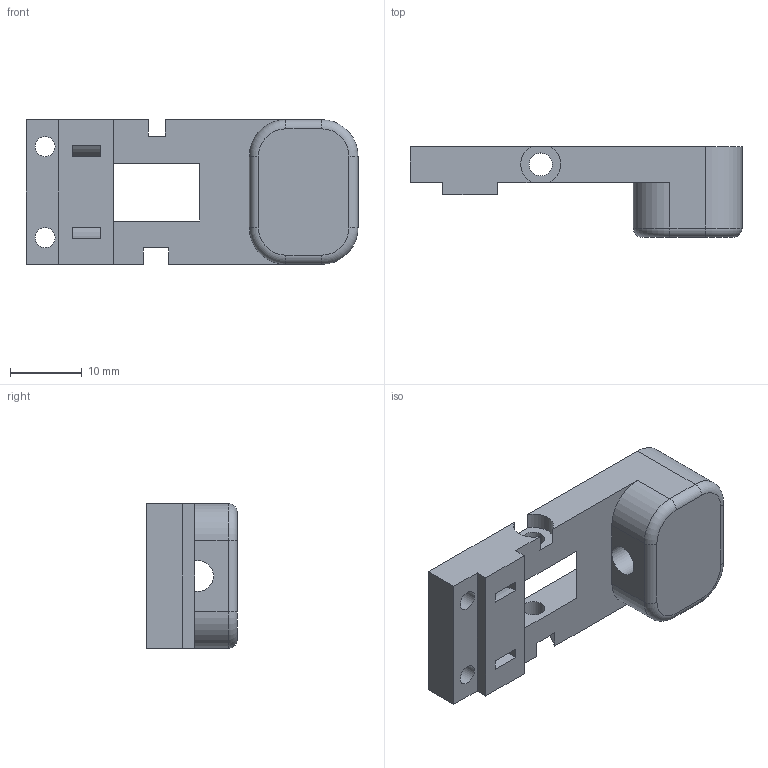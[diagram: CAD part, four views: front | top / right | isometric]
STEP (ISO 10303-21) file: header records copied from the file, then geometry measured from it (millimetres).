
FILE_DESCRIPTION(/* description */ (''),/* implementation_level */ '2;1');
FILE_NAME(/* name */ '5f76c2c0a3f9de1590b03b89',/* time_stamp */ '2020-10-02T06:03:44+00:00',/* author */ (''),/* organization */ (''),/* preprocessor_version */ 'ST-DEVELOPER v16.7',/* originating_system */ $,/* authorisation */ $);
FILE_SCHEMA (('AUTOMOTIVE_DESIGN {1 0 10303 214 3 1 1}'));
Length unit declared in the file: metre
Products named in the file (1): Part 1
Bounding box: 46.32 x 12.62 x 20.17 mm (x, y, z)
Volume: 5751.8 mm3; surface area: 3578.2 mm2
Topology: 1 solids, 1 shells, 48 faces, 134 edges, 87 vertices
Faces by surface type: plane 26, cylinder 18, torus 4
Full cylindrical faces by diameter (mm): 2.794 x2, 3.207 x2, 4.318 x1, 9.193 x1
Entity records: 1543 total; most frequent: DIRECTION 263, CARTESIAN_POINT 258, ORIENTED_EDGE 250, EDGE_CURVE 125, AXIS2_PLACEMENT_3D 89, LINE 85, VECTOR 85, VERTEX_POINT 84
